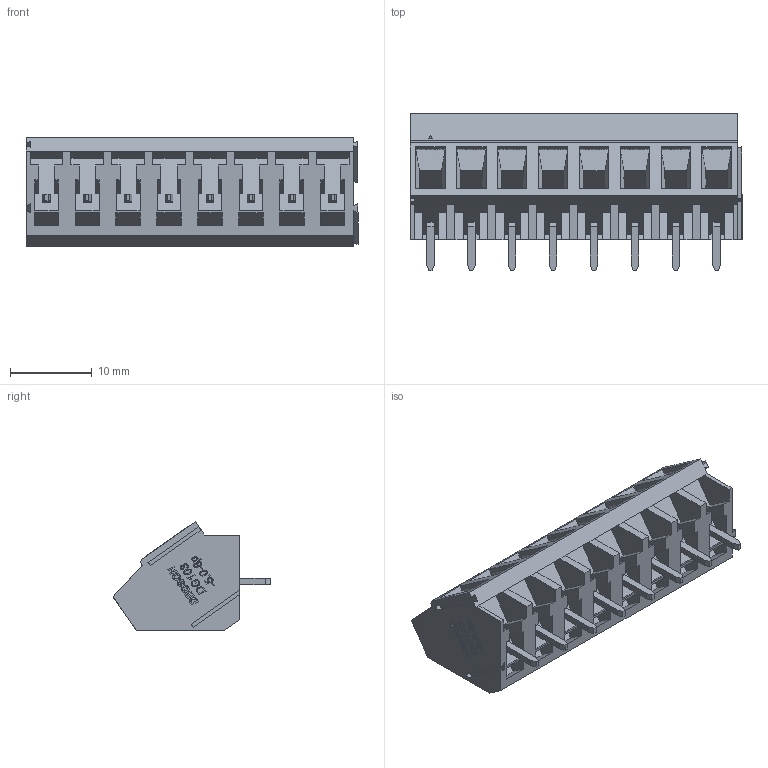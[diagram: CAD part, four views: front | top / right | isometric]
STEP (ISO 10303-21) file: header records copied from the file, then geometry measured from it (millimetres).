
FILE_DESCRIPTION (( 'STEP AP214' ), '1' );
FILE_NAME ('DG103-5.0-08P-14-00AH.STEP', '2021-01-09T22:13:38', ( '' ), ( '' ), 'SwSTEP 2.0', 'SolidWorks 2020', '' );
FILE_SCHEMA (( 'AUTOMOTIVE_DESIGN' ));
Length unit declared in the file: millimetre
Products named in the file (1): DG103-5.0-08P-14-00AH
Bounding box: 40.6 x 19.3 x 13.3 mm (x, y, z)
Volume: 4353.1 mm3; surface area: 4743.4 mm2
Topology: 1 solids, 1 shells, 859 faces, 2242 edges, 1460 vertices
Faces by surface type: plane 585, bspline 185, cylinder 49, torus 40
Entity records: 40764 total; most frequent: CARTESIAN_POINT 15171, ORIENTED_EDGE 4484, DIRECTION 3432, EDGE_CURVE 2242, LINE 1630, VECTOR 1630, VERTEX_POINT 1460, EDGE_LOOP 934
